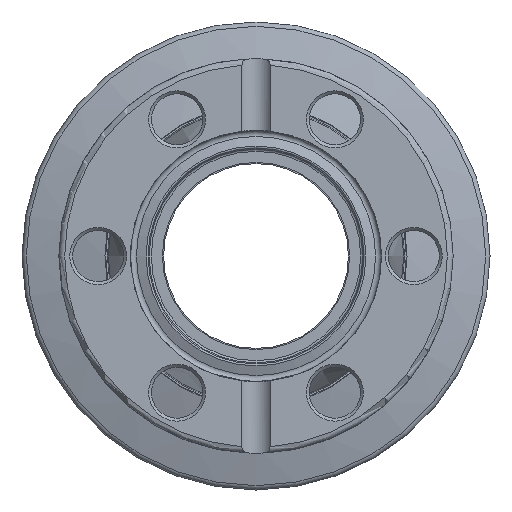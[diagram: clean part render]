
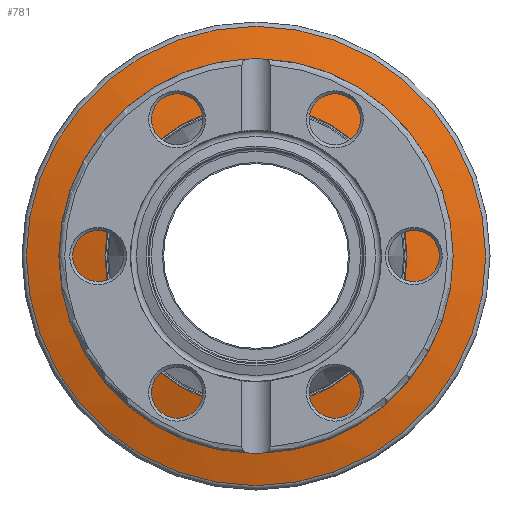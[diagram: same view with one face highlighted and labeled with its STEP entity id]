
A CAD part, front view. The second image highlights one B-rep face of the part: STEP entity #781.
In plain terms, the highlighted conical face has half-angle 75 degrees and reference radius 16.455 mm.
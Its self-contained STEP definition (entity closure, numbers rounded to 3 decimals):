
#83=CONICAL_SURFACE('',#852,16.455,75.);
#102=FACE_BOUND('',#240,.T.);
#173=FACE_OUTER_BOUND('',#239,.T.);
#239=EDGE_LOOP('',(#603));
#240=EDGE_LOOP('',(#604));
#374=CIRCLE('',#851,19.629);
#375=CIRCLE('',#853,12.909);
#444=VERTEX_POINT('',#1282);
#445=VERTEX_POINT('',#1285);
#520=EDGE_CURVE('',#444,#444,#374,.T.);
#521=EDGE_CURVE('',#445,#445,#375,.T.);
#603=ORIENTED_EDGE('',*,*,#521,.F.);
#604=ORIENTED_EDGE('',*,*,#520,.F.);
#781=ADVANCED_FACE('',(#173,#102),#83,.T.);
#851=AXIS2_PLACEMENT_3D('',#1283,#996,#997);
#852=AXIS2_PLACEMENT_3D('',#1284,#998,#999);
#853=AXIS2_PLACEMENT_3D('',#1286,#1000,#1001);
#996=DIRECTION('center_axis',(0.,1.,0.));
#997=DIRECTION('ref_axis',(1.,0.,0.));
#998=DIRECTION('center_axis',(0.,1.,0.));
#999=DIRECTION('ref_axis',(0.,0.,-1.));
#1000=DIRECTION('center_axis',(0.,-1.,0.));
#1001=DIRECTION('ref_axis',(1.,0.,0.));
#1282=CARTESIAN_POINT('',(-19.629,-0.099,0.));
#1283=CARTESIAN_POINT('Origin',(0.,-0.099,0.));
#1284=CARTESIAN_POINT('Origin',(0.,-0.95,0.));
#1285=CARTESIAN_POINT('',(0.,-1.9,-12.909));
#1286=CARTESIAN_POINT('Origin',(0.,-1.9,0.));
